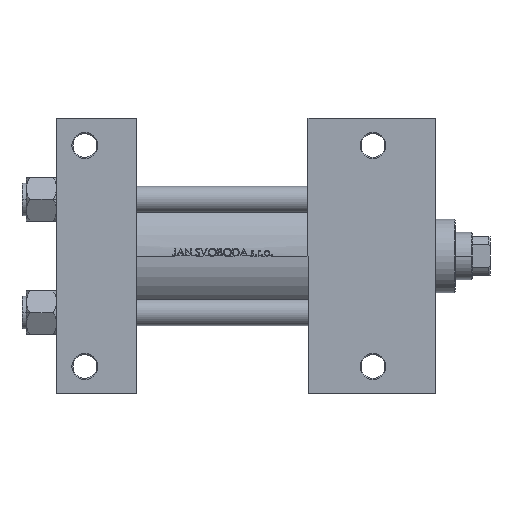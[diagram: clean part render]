
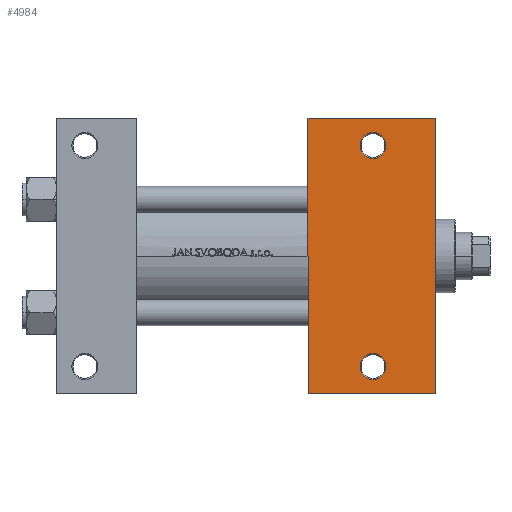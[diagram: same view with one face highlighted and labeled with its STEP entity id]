
A CAD part, front view. The second image highlights one B-rep face of the part: STEP entity #4984.
In plain terms, the highlighted face is planar.
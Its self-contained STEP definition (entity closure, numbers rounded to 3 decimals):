
#125 = CARTESIAN_POINT ( 'NONE',  ( 146., -51., -37.5 ) ) ;
#1121 = CARTESIAN_POINT ( 'NONE',  ( 175., 37.5, -37.5 ) ) ;
#4593 = CARTESIAN_POINT ( 'NONE',  ( 146., 51., -37.5 ) ) ;
#4984 = ADVANCED_FACE ( 'NONE', ( #8119, #16573, #23318 ), #8365, .T. ) ;
#7494 = DIRECTION ( 'NONE',  ( 0., 0., 1. ) ) ;
#7673 = VERTEX_POINT ( 'NONE', #17083 ) ;
#8119 = FACE_BOUND ( 'NONE', #8504, .T. ) ;
#8365 = PLANE ( 'NONE',  #19809 ) ;
#8504 = EDGE_LOOP ( 'NONE', ( #47101, #48552 ) ) ;
#8901 = DIRECTION ( 'NONE',  ( 0., 0., 1. ) ) ;
#9049 = ORIENTED_EDGE ( 'NONE', *, *, #47748, .T. ) ;
#9710 = CARTESIAN_POINT ( 'NONE',  ( 116., 63.5, -37.5 ) ) ;
#11305 = CARTESIAN_POINT ( 'NONE',  ( 116., -63.5, -37.5 ) ) ;
#11606 = DIRECTION ( 'NONE',  ( 0., 0., 1. ) ) ;
#11608 = VERTEX_POINT ( 'NONE', #14356 ) ;
#12745 = EDGE_CURVE ( 'NONE', #39421, #13155, #43873, .T. ) ;
#12842 = VECTOR ( 'NONE', #48289, 1000. ) ;
#13080 = ORIENTED_EDGE ( 'NONE', *, *, #20366, .F. ) ;
#13155 = VERTEX_POINT ( 'NONE', #20381 ) ;
#14262 = ORIENTED_EDGE ( 'NONE', *, *, #35375, .T. ) ;
#14356 = CARTESIAN_POINT ( 'NONE',  ( 116., 63.5, -37.5 ) ) ;
#16573 = FACE_BOUND ( 'NONE', #42688, .T. ) ;
#16827 = ORIENTED_EDGE ( 'NONE', *, *, #12745, .T. ) ;
#17083 = CARTESIAN_POINT ( 'NONE',  ( 116., -63.5, -37.5 ) ) ;
#17191 = VERTEX_POINT ( 'NONE', #17836 ) ;
#17836 = CARTESIAN_POINT ( 'NONE',  ( 140.001, 51., -37.5 ) ) ;
#17964 = EDGE_LOOP ( 'NONE', ( #13080, #9049, #29414, #21497 ) ) ;
#18625 = VERTEX_POINT ( 'NONE', #38721 ) ;
#19402 = CARTESIAN_POINT ( 'NONE',  ( 151.999, 51., -37.5 ) ) ;
#19809 = AXIS2_PLACEMENT_3D ( 'NONE', #1121, #23563, #31511 ) ;
#20366 = EDGE_CURVE ( 'NONE', #11608, #7673, #35738, .T. ) ;
#20381 = CARTESIAN_POINT ( 'NONE',  ( 151.999, -51., -37.5 ) ) ;
#20745 = VECTOR ( 'NONE', #34955, 1000. ) ;
#20808 = EDGE_CURVE ( 'NONE', #40311, #17191, #48263, .T. ) ;
#21429 = LINE ( 'NONE', #9710, #33832 ) ;
#21497 = ORIENTED_EDGE ( 'NONE', *, *, #32531, .T. ) ;
#21872 = EDGE_CURVE ( 'NONE', #17191, #40311, #33207, .T. ) ;
#22426 = AXIS2_PLACEMENT_3D ( 'NONE', #125, #11606, #26797 ) ;
#23318 = FACE_OUTER_BOUND ( 'NONE', #17964, .T. ) ;
#23563 = DIRECTION ( 'NONE',  ( 0., 0., -1. ) ) ;
#24111 = DIRECTION ( 'NONE',  ( -1., 0., 0. ) ) ;
#25287 = AXIS2_PLACEMENT_3D ( 'NONE', #4593, #28240, #31972 ) ;
#25598 = AXIS2_PLACEMENT_3D ( 'NONE', #43033, #8901, #24111 ) ;
#25650 = LINE ( 'NONE', #33617, #12842 ) ;
#26797 = DIRECTION ( 'NONE',  ( -1., 0., 0. ) ) ;
#28240 = DIRECTION ( 'NONE',  ( 0., 0., 1. ) ) ;
#28415 = VECTOR ( 'NONE', #28485, 1000. ) ;
#28485 = DIRECTION ( 'NONE',  ( 0., -1., 0. ) ) ;
#29414 = ORIENTED_EDGE ( 'NONE', *, *, #33606, .T. ) ;
#30649 = CARTESIAN_POINT ( 'NONE',  ( 146., 51., -37.5 ) ) ;
#31511 = DIRECTION ( 'NONE',  ( -1., 0., 0. ) ) ;
#31747 = CARTESIAN_POINT ( 'NONE',  ( 140.001, -51., -37.5 ) ) ;
#31972 = DIRECTION ( 'NONE',  ( -1., 0., 0. ) ) ;
#32531 = EDGE_CURVE ( 'NONE', #18625, #7673, #41938, .T. ) ;
#33207 = CIRCLE ( 'NONE', #25287, 5.999 ) ;
#33606 = EDGE_CURVE ( 'NONE', #45375, #18625, #25650, .T. ) ;
#33617 = CARTESIAN_POINT ( 'NONE',  ( 175., 37.5, -37.5 ) ) ;
#33832 = VECTOR ( 'NONE', #40592, 1000. ) ;
#34955 = DIRECTION ( 'NONE',  ( -1., 0., 0. ) ) ;
#35375 = EDGE_CURVE ( 'NONE', #13155, #39421, #40704, .T. ) ;
#35738 = LINE ( 'NONE', #42962, #28415 ) ;
#38721 = CARTESIAN_POINT ( 'NONE',  ( 175., -63.5, -37.5 ) ) ;
#39421 = VERTEX_POINT ( 'NONE', #31747 ) ;
#40311 = VERTEX_POINT ( 'NONE', #19402 ) ;
#40592 = DIRECTION ( 'NONE',  ( 1., 0., 0. ) ) ;
#40704 = CIRCLE ( 'NONE', #25598, 5.999 ) ;
#41374 = CARTESIAN_POINT ( 'NONE',  ( 175., 63.5, -37.5 ) ) ;
#41938 = LINE ( 'NONE', #11305, #20745 ) ;
#42688 = EDGE_LOOP ( 'NONE', ( #16827, #14262 ) ) ;
#42962 = CARTESIAN_POINT ( 'NONE',  ( 116., 37.5, -37.5 ) ) ;
#43033 = CARTESIAN_POINT ( 'NONE',  ( 146., -51., -37.5 ) ) ;
#43873 = CIRCLE ( 'NONE', #22426, 5.999 ) ;
#45375 = VERTEX_POINT ( 'NONE', #41374 ) ;
#45886 = AXIS2_PLACEMENT_3D ( 'NONE', #30649, #7494, #46067 ) ;
#46067 = DIRECTION ( 'NONE',  ( -1., 0., 0. ) ) ;
#47101 = ORIENTED_EDGE ( 'NONE', *, *, #21872, .T. ) ;
#47748 = EDGE_CURVE ( 'NONE', #11608, #45375, #21429, .T. ) ;
#48263 = CIRCLE ( 'NONE', #45886, 5.999 ) ;
#48289 = DIRECTION ( 'NONE',  ( 0., -1., 0. ) ) ;
#48552 = ORIENTED_EDGE ( 'NONE', *, *, #20808, .T. ) ;
